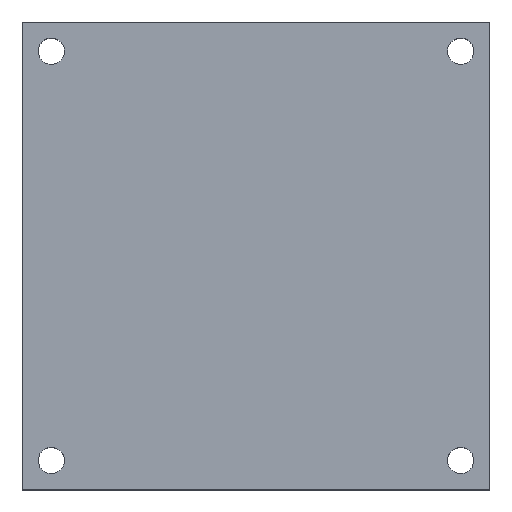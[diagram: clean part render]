
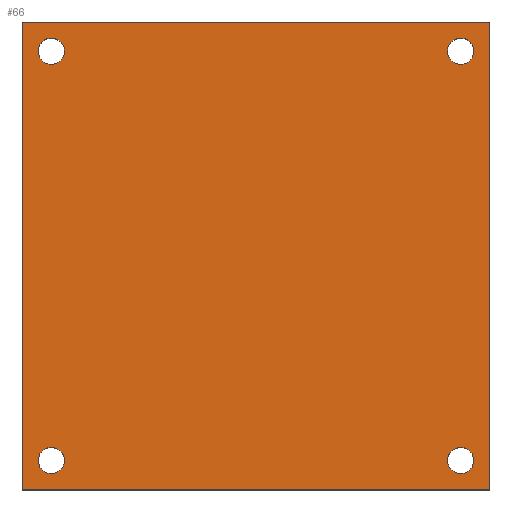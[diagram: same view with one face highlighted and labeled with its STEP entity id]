
A CAD part, top view. The second image highlights one B-rep face of the part: STEP entity #66.
In plain terms, the highlighted planar face has unit normal (0, 0, 1).
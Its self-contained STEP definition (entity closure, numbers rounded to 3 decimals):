
#66 = ADVANCED_FACE( '', ( #158, #159, #160, #161, #162 ), #163, .F. );
#158 = FACE_BOUND( '', #303, .T. );
#159 = FACE_BOUND( '', #304, .T. );
#160 = FACE_OUTER_BOUND( '', #305, .T. );
#161 = FACE_BOUND( '', #306, .T. );
#162 = FACE_BOUND( '', #307, .T. );
#163 = PLANE( '', #308 );
#303 = EDGE_LOOP( '', ( #452 ) );
#304 = EDGE_LOOP( '', ( #453 ) );
#305 = EDGE_LOOP( '', ( #454, #455, #456, #457 ) );
#306 = EDGE_LOOP( '', ( #458 ) );
#307 = EDGE_LOOP( '', ( #459 ) );
#308 = AXIS2_PLACEMENT_3D( '', #460, #461, #462 );
#452 = ORIENTED_EDGE( '', *, *, #651, .F. );
#453 = ORIENTED_EDGE( '', *, *, #655, .T. );
#454 = ORIENTED_EDGE( '', *, *, #656, .F. );
#455 = ORIENTED_EDGE( '', *, *, #657, .F. );
#456 = ORIENTED_EDGE( '', *, *, #658, .F. );
#457 = ORIENTED_EDGE( '', *, *, #659, .F. );
#458 = ORIENTED_EDGE( '', *, *, #660, .F. );
#459 = ORIENTED_EDGE( '', *, *, #661, .T. );
#460 = CARTESIAN_POINT( '', ( -80., 80., 28. ) );
#461 = DIRECTION( '', ( 0., 0., -1. ) );
#462 = DIRECTION( '', ( -1., 0., 0. ) );
#651 = EDGE_CURVE( '', #736, #736, #737, .T. );
#655 = EDGE_CURVE( '', #742, #742, #743, .T. );
#656 = EDGE_CURVE( '', #744, #745, #746, .T. );
#657 = EDGE_CURVE( '', #747, #744, #748, .T. );
#658 = EDGE_CURVE( '', #749, #747, #750, .T. );
#659 = EDGE_CURVE( '', #745, #749, #751, .T. );
#660 = EDGE_CURVE( '', #752, #752, #753, .T. );
#661 = EDGE_CURVE( '', #754, #754, #755, .T. );
#736 = VERTEX_POINT( '', #921 );
#737 = CIRCLE( '', #922, 4.5 );
#742 = VERTEX_POINT( '', #927 );
#743 = CIRCLE( '', #928, 4.5 );
#744 = VERTEX_POINT( '', #929 );
#745 = VERTEX_POINT( '', #930 );
#746 = LINE( '', #931, #932 );
#747 = VERTEX_POINT( '', #933 );
#748 = LINE( '', #934, #935 );
#749 = VERTEX_POINT( '', #936 );
#750 = LINE( '', #937, #938 );
#751 = LINE( '', #939, #940 );
#752 = VERTEX_POINT( '', #941 );
#753 = CIRCLE( '', #942, 4.5 );
#754 = VERTEX_POINT( '', #943 );
#755 = CIRCLE( '', #944, 4.5 );
#921 = CARTESIAN_POINT( '', ( 70., 74.5, 28. ) );
#922 = AXIS2_PLACEMENT_3D( '', #1118, #1119, #1120 );
#927 = CARTESIAN_POINT( '', ( 70., -65.5, 28. ) );
#928 = AXIS2_PLACEMENT_3D( '', #1124, #1125, #1126 );
#929 = CARTESIAN_POINT( '', ( -80., -80., 28. ) );
#930 = CARTESIAN_POINT( '', ( -80., 80., 28. ) );
#931 = CARTESIAN_POINT( '', ( -80., -80., 28. ) );
#932 = VECTOR( '', #1127, 1000. );
#933 = CARTESIAN_POINT( '', ( 80., -80., 28. ) );
#934 = CARTESIAN_POINT( '', ( 80., -80., 28. ) );
#935 = VECTOR( '', #1128, 1000. );
#936 = CARTESIAN_POINT( '', ( 80., 80., 28. ) );
#937 = CARTESIAN_POINT( '', ( 80., 80., 28. ) );
#938 = VECTOR( '', #1129, 1000. );
#939 = CARTESIAN_POINT( '', ( -80., 80., 28. ) );
#940 = VECTOR( '', #1130, 1000. );
#941 = CARTESIAN_POINT( '', ( -70., -65.5, 28. ) );
#942 = AXIS2_PLACEMENT_3D( '', #1131, #1132, #1133 );
#943 = CARTESIAN_POINT( '', ( -70., 74.5, 28. ) );
#944 = AXIS2_PLACEMENT_3D( '', #1134, #1135, #1136 );
#1118 = CARTESIAN_POINT( '', ( 70., 70., 28. ) );
#1119 = DIRECTION( '', ( 0., 0., 1. ) );
#1120 = DIRECTION( '', ( 0., 1., 0. ) );
#1124 = CARTESIAN_POINT( '', ( 70., -70., 28. ) );
#1125 = DIRECTION( '', ( 0., 0., -1. ) );
#1126 = DIRECTION( '', ( 0., 1., 0. ) );
#1127 = DIRECTION( '', ( 0., 1., 0. ) );
#1128 = DIRECTION( '', ( -1., 0., 0. ) );
#1129 = DIRECTION( '', ( 0., -1., 0. ) );
#1130 = DIRECTION( '', ( 1., 0., 0. ) );
#1131 = CARTESIAN_POINT( '', ( -70., -70., 28. ) );
#1132 = DIRECTION( '', ( 0., 0., 1. ) );
#1133 = DIRECTION( '', ( 0., 1., 0. ) );
#1134 = CARTESIAN_POINT( '', ( -70., 70., 28. ) );
#1135 = DIRECTION( '', ( 0., 0., -1. ) );
#1136 = DIRECTION( '', ( 0., 1., 0. ) );
